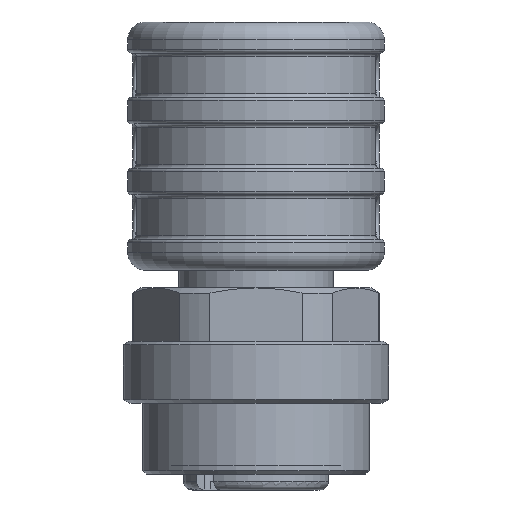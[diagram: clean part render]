
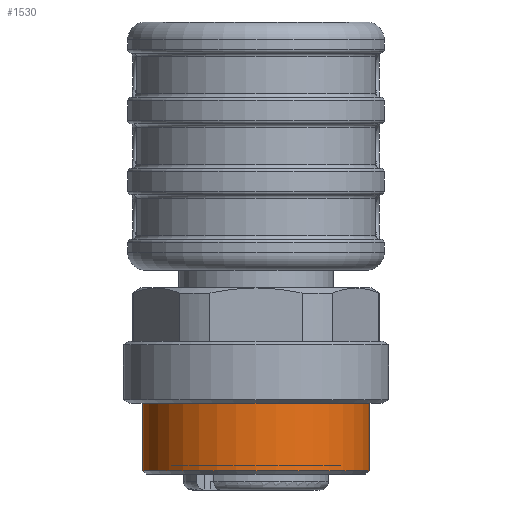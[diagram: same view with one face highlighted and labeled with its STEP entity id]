
A CAD part, left-side view. The second image highlights one B-rep face of the part: STEP entity #1530.
In plain terms, the highlighted cylindrical face has radius 6.4 mm (diameter 12.8 mm), a full revolution.
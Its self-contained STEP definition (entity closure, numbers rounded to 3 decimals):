
#640=CYLINDRICAL_SURFACE('',#5105,6.4);
#1530=ADVANCED_FACE('',(#1825,#1826),#640,.T.);
#1825=FACE_BOUND('',#2028,.T.);
#1826=FACE_BOUND('',#2029,.T.);
#2028=EDGE_LOOP('',(#2805));
#2029=EDGE_LOOP('',(#2806));
#2805=ORIENTED_EDGE('',*,*,#4278,.T.);
#2806=ORIENTED_EDGE('',*,*,#4279,.T.);
#3730=VERTEX_POINT('',#7854);
#3731=VERTEX_POINT('',#7856);
#4278=EDGE_CURVE('',#3730,#3730,#4765,.T.);
#4279=EDGE_CURVE('',#3731,#3731,#4766,.T.);
#4765=CIRCLE('',#5103,6.4);
#4766=CIRCLE('',#5104,6.4);
#5103=AXIS2_PLACEMENT_3D('',#7853,#5954,#5955);
#5104=AXIS2_PLACEMENT_3D('',#7855,#5956,#5957);
#5105=AXIS2_PLACEMENT_3D('',#7857,#5958,#5959);
#5954=DIRECTION('',(0.,0.,1.));
#5955=DIRECTION('',(0.866,0.5,0.));
#5956=DIRECTION('',(0.,0.,-1.));
#5957=DIRECTION('',(-0.5,0.866,0.));
#5958=DIRECTION('',(0.,0.,-1.));
#5959=DIRECTION('',(-0.5,0.866,0.));
#7853=CARTESIAN_POINT('',(60.,60.,-18.3));
#7854=CARTESIAN_POINT('',(65.543,63.2,-18.3));
#7855=CARTESIAN_POINT('',(60.,60.,-14.5));
#7856=CARTESIAN_POINT('',(56.8,65.543,-14.5));
#7857=CARTESIAN_POINT('',(60.,60.,-18.5));
